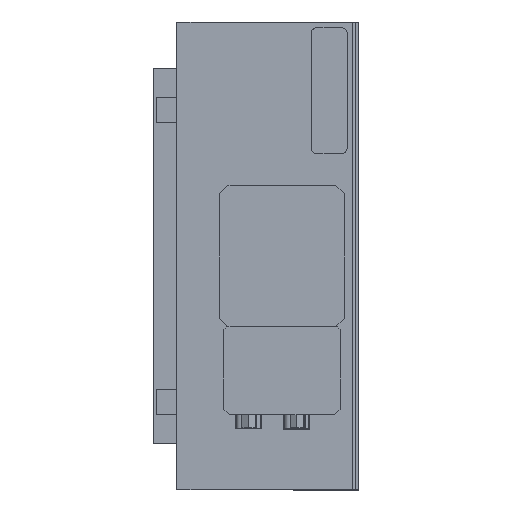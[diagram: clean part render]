
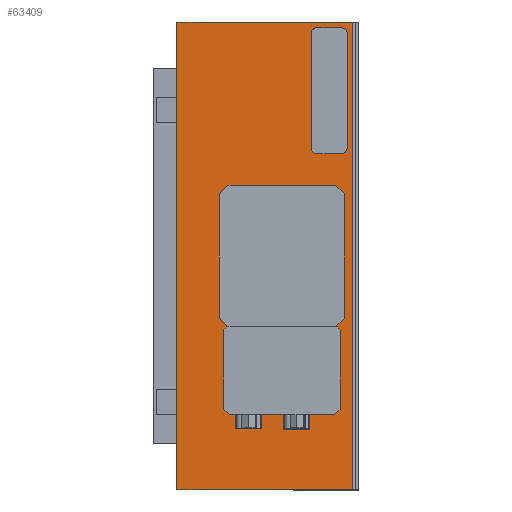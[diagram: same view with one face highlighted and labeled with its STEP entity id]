
A CAD part, left-side view. The second image highlights one B-rep face of the part: STEP entity #63409.
In plain terms, the highlighted face is planar.
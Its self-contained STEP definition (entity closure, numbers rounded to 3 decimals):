
#128 = CARTESIAN_POINT ( 'NONE',  ( -82.5, 2., 0. ) ) ;
#1182 = VERTEX_POINT ( 'NONE', #128 ) ;
#1194 = VECTOR ( 'NONE', #11796, 1000. ) ;
#1305 = VERTEX_POINT ( 'NONE', #18695 ) ;
#3752 = EDGE_CURVE ( 'NONE', #33409, #34439, #42829, .T. ) ;
#4243 = VECTOR ( 'NONE', #29378, 1000. ) ;
#4595 = LINE ( 'NONE', #56191, #39744 ) ;
#7498 = DIRECTION ( 'NONE',  ( 1., 0., 0. ) ) ;
#7928 = ORIENTED_EDGE ( 'NONE', *, *, #61081, .F. ) ;
#8475 = ORIENTED_EDGE ( 'NONE', *, *, #49659, .F. ) ;
#11530 = EDGE_LOOP ( 'NONE', ( #8475, #49335, #7928, #50323 ) ) ;
#11553 = LINE ( 'NONE', #38356, #1194 ) ;
#11796 = DIRECTION ( 'NONE',  ( 0., -1., 0. ) ) ;
#18545 = DIRECTION ( 'NONE',  ( 0., 0., 1. ) ) ;
#18695 = CARTESIAN_POINT ( 'NONE',  ( 82.5, 2., 0. ) ) ;
#21539 = CARTESIAN_POINT ( 'NONE',  ( -82.5, 64., 0. ) ) ;
#24221 = EDGE_CURVE ( 'NONE', #1182, #1305, #4595, .T. ) ;
#24485 = VECTOR ( 'NONE', #26827, 1000. ) ;
#26827 = DIRECTION ( 'NONE',  ( 0., 1., 0. ) ) ;
#28893 = DIRECTION ( 'NONE',  ( 1., 0., 0. ) ) ;
#29378 = DIRECTION ( 'NONE',  ( -1., 0., 0. ) ) ;
#29854 = CARTESIAN_POINT ( 'NONE',  ( -82.5, 64., 0. ) ) ;
#33409 = VERTEX_POINT ( 'NONE', #38463 ) ;
#34439 = VERTEX_POINT ( 'NONE', #21539 ) ;
#34771 = FACE_OUTER_BOUND ( 'NONE', #11530, .T. ) ;
#38356 = CARTESIAN_POINT ( 'NONE',  ( -82.5, 64., 0. ) ) ;
#38463 = CARTESIAN_POINT ( 'NONE',  ( 82.5, 64., 0. ) ) ;
#39744 = VECTOR ( 'NONE', #28893, 1000. ) ;
#42829 = LINE ( 'NONE', #29854, #4243 ) ;
#49335 = ORIENTED_EDGE ( 'NONE', *, *, #24221, .F. ) ;
#49659 = EDGE_CURVE ( 'NONE', #1305, #33409, #59645, .T. ) ;
#50323 = ORIENTED_EDGE ( 'NONE', *, *, #3752, .F. ) ;
#53390 = AXIS2_PLACEMENT_3D ( 'NONE', #55939, #18545, #7498 ) ;
#55939 = CARTESIAN_POINT ( 'NONE',  ( 0., 0., 0. ) ) ;
#56191 = CARTESIAN_POINT ( 'NONE',  ( -82.5, 2., 0. ) ) ;
#59645 = LINE ( 'NONE', #70987, #24485 ) ;
#61081 = EDGE_CURVE ( 'NONE', #34439, #1182, #11553, .T. ) ;
#63409 = ADVANCED_FACE ( 'NONE', ( #34771 ), #67233, .F. ) ;
#67233 = PLANE ( 'NONE',  #53390 ) ;
#70987 = CARTESIAN_POINT ( 'NONE',  ( 82.5, 64., 0. ) ) ;
